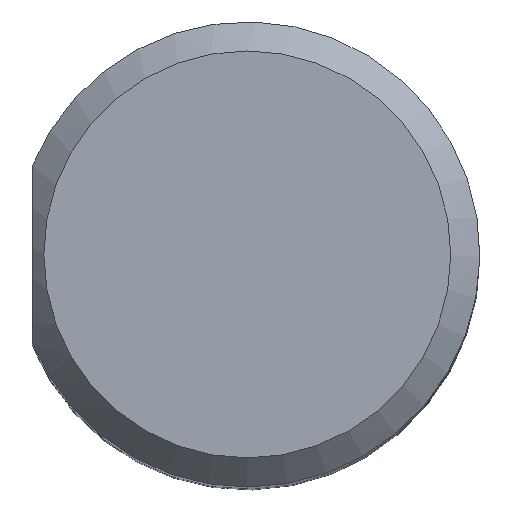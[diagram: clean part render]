
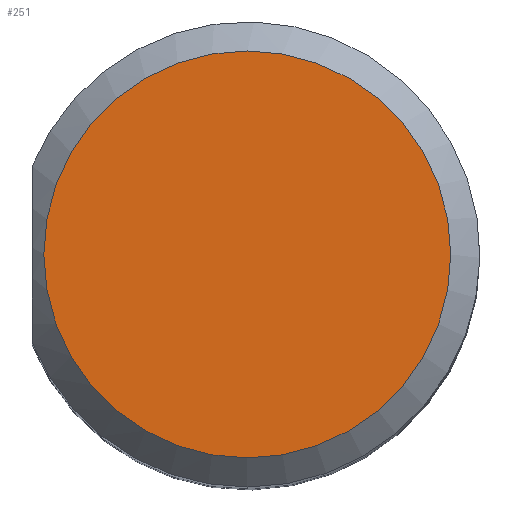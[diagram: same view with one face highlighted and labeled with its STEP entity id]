
A CAD part, top view. The second image highlights one B-rep face of the part: STEP entity #251.
In plain terms, the highlighted planar face has unit normal (0, 0, 1).
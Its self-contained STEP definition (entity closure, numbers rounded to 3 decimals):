
#147=PLANE('',#768);
#251=ADVANCED_FACE('',(#291),#147,.T.);
#291=FACE_OUTER_BOUND('',#322,.T.);
#322=EDGE_LOOP('',(#445));
#365=CIRCLE('',#758,7.);
#445=ORIENTED_EDGE('',*,*,#626,.F.);
#563=VERTEX_POINT('',#1197);
#626=EDGE_CURVE('',#563,#563,#365,.T.);
#758=AXIS2_PLACEMENT_3D('',#1196,#877,#878);
#768=AXIS2_PLACEMENT_3D('',#1228,#897,#898);
#877=DIRECTION('',(0.,0.,-1.));
#878=DIRECTION('',(0.,-1.,0.));
#897=DIRECTION('',(0.,0.,1.));
#898=DIRECTION('',(0.,1.,0.));
#1196=CARTESIAN_POINT('',(0.,0.,0.));
#1197=CARTESIAN_POINT('',(0.,-7.,0.));
#1228=CARTESIAN_POINT('',(7.,0.,0.));
